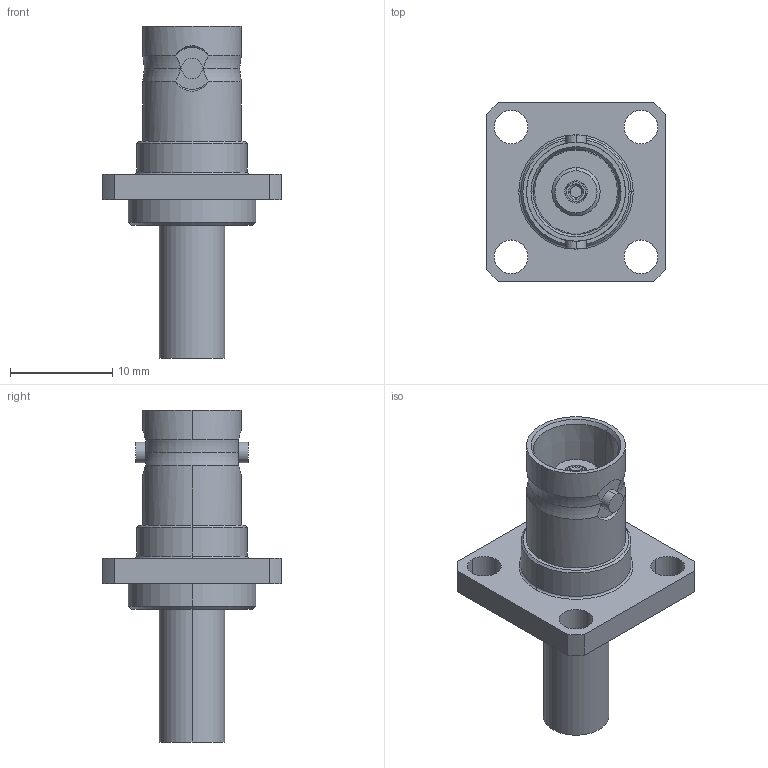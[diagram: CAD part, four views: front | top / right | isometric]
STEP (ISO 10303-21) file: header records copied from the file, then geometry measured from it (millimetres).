
FILE_DESCRIPTION (( 'STEP AP214' ), '1' );
FILE_NAME ('J01001A0079.STEP', '2017-06-08T14:09:43', ( '' ), ( '' ), 'SwSTEP 2.0', 'SolidWorks 2015', '' );
FILE_SCHEMA (( 'AUTOMOTIVE_DESIGN' ));
Length unit declared in the file: millimetre
Products named in the file (1): J01001A0079
Bounding box: 17.5 x 17.5 x 32.5 mm (x, y, z)
Volume: 2002.9 mm3; surface area: 2137 mm2
Topology: 1 solids, 1 shells, 114 faces, 265 edges, 171 vertices
Faces by surface type: cylinder 46, plane 34, cone 26, torus 8
Entity records: 4648 total; most frequent: CARTESIAN_POINT 743, DIRECTION 584, ORIENTED_EDGE 530, EDGE_CURVE 265, AXIS2_PLACEMENT_3D 242, VERTEX_POINT 171, EDGE_LOOP 140, CIRCLE 127
